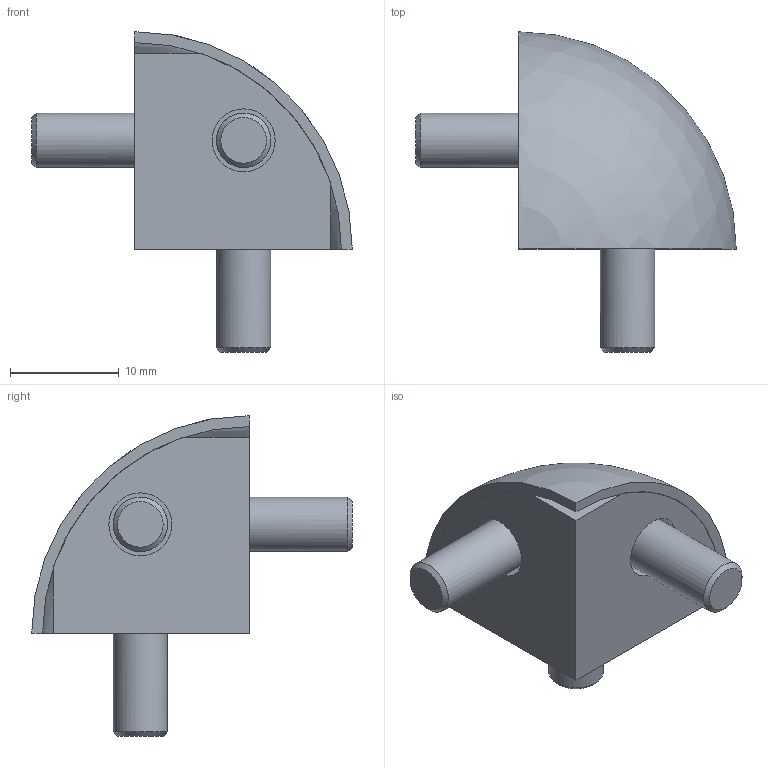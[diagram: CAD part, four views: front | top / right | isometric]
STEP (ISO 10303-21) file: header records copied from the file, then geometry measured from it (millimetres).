
FILE_DESCRIPTION(('STEP AP203'),'1');
FILE_NAME('FIXE05E3885.stp','2023-10-02T14:29:30',(' '),(' '),'Spatial InterOp 3D',' ',' ');
FILE_SCHEMA(('CONFIG_CONTROL_DESIGN'));
Length unit declared in the file: millimetre
Products named in the file (4): Kit Raccord d'angle 5-R20 gris; Cache Raccord d'angle 5-20 grisR; Vis BHC - M5x12; Raccord d'angle 5-20
Assembly tree (3 placements, depth 2):
  Kit Raccord d'angle 5-R20 gris
    Vis BHC - M5x12  x3
  Cache Raccord d'angle 5-20 grisR
  Raccord d'angle 5-20
Bounding box: 29.5 x 29.5 x 29.5 mm (x, y, z)
Volume: 3312.5 mm3; surface area: 4069.9 mm2
Topology: 5 solids, 5 shells, 62 faces, 140 edges, 89 vertices
Faces by surface type: plane 39, cylinder 9, sphere 8, cone 6
Full cylindrical faces by diameter (mm): 5 x6, 5.8 x3
Entity records: 1963 total; most frequent: CARTESIAN_POINT 231, DIRECTION 171, ORIENTED_EDGE 138, PROPERTY_DEFINITION_REPRESENTATION 126, GENERAL_PROPERTY_ASSOCIATION 126, PROPERTY_DEFINITION 126, REPRESENTATION 126, GENERAL_PROPERTY 126
